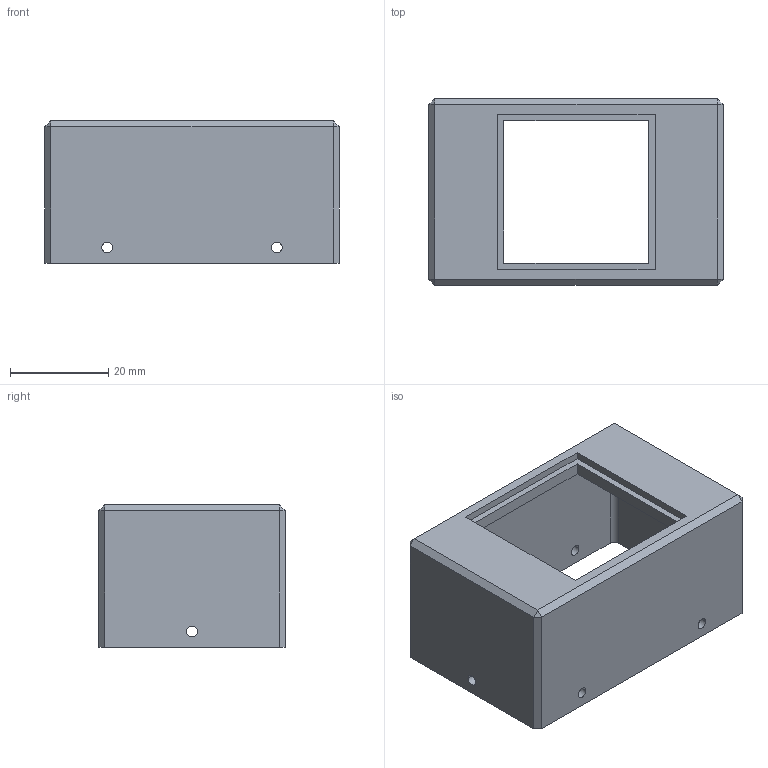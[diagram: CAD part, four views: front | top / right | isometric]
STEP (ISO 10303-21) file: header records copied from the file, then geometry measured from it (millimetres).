
FILE_DESCRIPTION (( 'STEP AP214' ), '1' );
FILE_NAME ('CASE_DISPLAY_TOP_060723.STEP', '2023-07-06T11:59:33', ( '' ), ( '' ), 'SwSTEP 2.0', 'SolidWorks 2020', '' );
FILE_SCHEMA (( 'AUTOMOTIVE_DESIGN' ));
Length unit declared in the file: millimetre
Products named in the file (1): CASE_DISPLAY_TOP_060723
Bounding box: 60 x 38 x 29 mm (x, y, z)
Volume: 12250.8 mm3; surface area: 13421.3 mm2
Topology: 1 solids, 1 shells, 68 faces, 160 edges, 96 vertices
Faces by surface type: plane 36, cylinder 28, sphere 4
Entity records: 1966 total; most frequent: DIRECTION 350, CARTESIAN_POINT 321, ORIENTED_EDGE 312, EDGE_CURVE 156, AXIS2_PLACEMENT_3D 125, VECTOR 100, LINE 100, VERTEX_POINT 96
